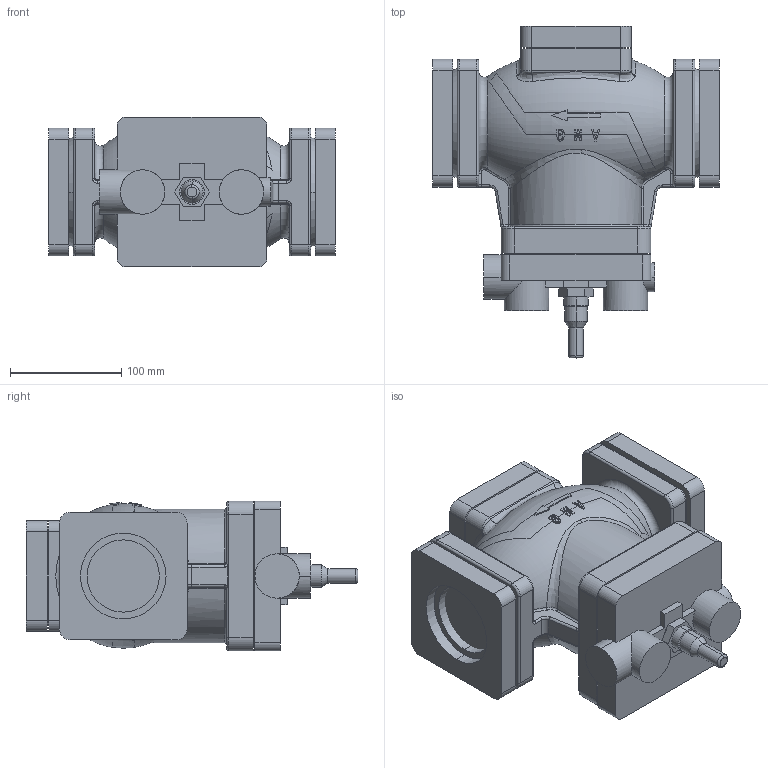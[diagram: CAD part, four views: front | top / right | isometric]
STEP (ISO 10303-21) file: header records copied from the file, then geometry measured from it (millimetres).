
FILE_DESCRIPTION((''),'2;1');
FILE_NAME('AM3-65_ASM','2021-04-22T',('AMG'),(''),'PRO/ENGINEER BY PARAMETRIC TECHNOLOGY CORPORATION, 2008380','PRO/ENGINEER BY PARAMETRIC TECHNOLOGY CORPORATION, 2008380','');
FILE_SCHEMA(('CONFIG_CONTROL_DESIGN'));
Length unit declared in the file: millimetre
Products named in the file (6): AM65-FAZUO; 65SHANGGAI; 65DIGAI; 65FALAN; 20-65DINGGAN-DINGGANZUO; AM3-65_ASM
Assembly tree (6 placements, depth 2):
  AM3-65_ASM
    AM65-FAZUO
    65SHANGGAI
    65DIGAI
    65FALAN  x2
    20-65DINGGAN-DINGGANZUO
Bounding box: 258 x 298.76 x 135 mm (x, y, z)
Volume: 3574489.1 mm3; surface area: 404702.9 mm2
Topology: 6 solids, 8 shells, 410 faces, 1014 edges, 635 vertices
Faces by surface type: plane 142, cylinder 122, bspline 50, torus 40, revolution 26, extrusion 18, cone 6, sphere 6
Entity records: 15914 total; most frequent: CARTESIAN_POINT 6925, ORIENTED_EDGE 1944, DIRECTION 1714, EDGE_CURVE 972, AXIS2_PLACEMENT_3D 663, VERTEX_POINT 607, EDGE_LOOP 407, FACE_OUTER_BOUND 392
